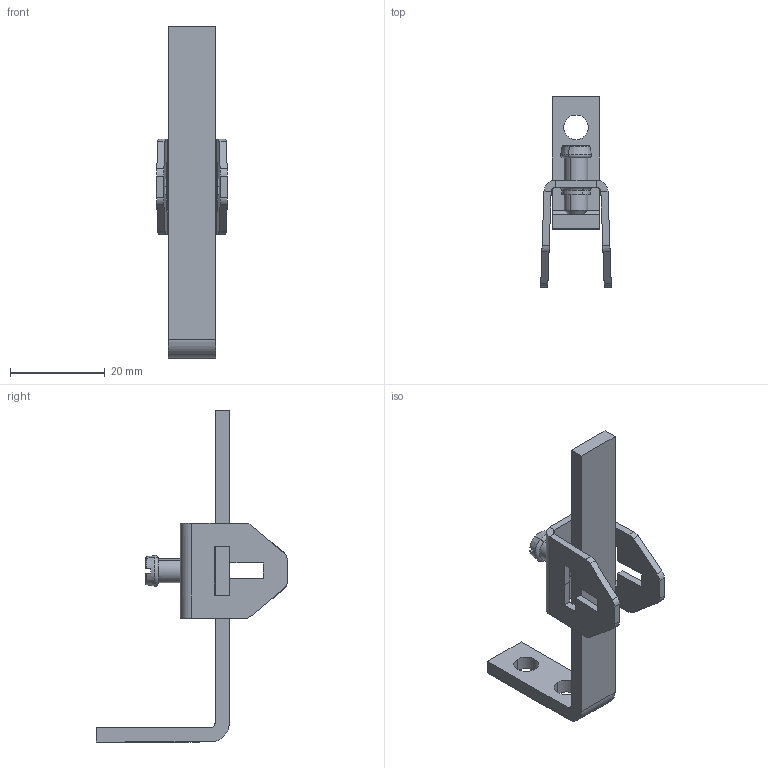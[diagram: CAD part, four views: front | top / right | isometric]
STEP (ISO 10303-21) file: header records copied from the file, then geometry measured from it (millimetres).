
FILE_DESCRIPTION(('CATIA V5 STEP Exchange','CAx-IF Rec.Pracs.--- Model Styling and Organization---1.5--- 2016-08-15','CAx-IF Rec.Pracs.---Supplemental Geometry---1.0---2011-11-01','CAx-IF Rec.Pracs.--- Composite Materials ---1.1---2010-07-15'),'2;1');
FILE_NAME ('D1448286_0', '2025-09-22T05:44:34+00:00', ('none'), ('Weidmueller'), 'CATIA Version 5-6 Release 2024 SP4', 'CATIA V5 STEP AP214 v3', 'none');
FILE_SCHEMA(('AUTOMOTIVE_DESIGN { 1 0 10303 214 1 1 1 1 }'));
Length unit declared in the file: millimetre
Products named in the file (1): WSH_4_MT
Bounding box: 14.9 x 40.3 x 70 mm (x, y, z)
Volume: 4276.4 mm3; surface area: 4875.3 mm2
Topology: 3 solids, 3 shells, 102 faces, 263 edges, 169 vertices
Faces by surface type: plane 60, cylinder 28, torus 10, cone 4
Entity records: 3045 total; most frequent: CARTESIAN_POINT 703, ORIENTED_EDGE 526, DIRECTION 378, EDGE_CURVE 263, VERTEX_POINT 169, VECTOR 164, LINE 164, AXIS2_PLACEMENT_3D 145
